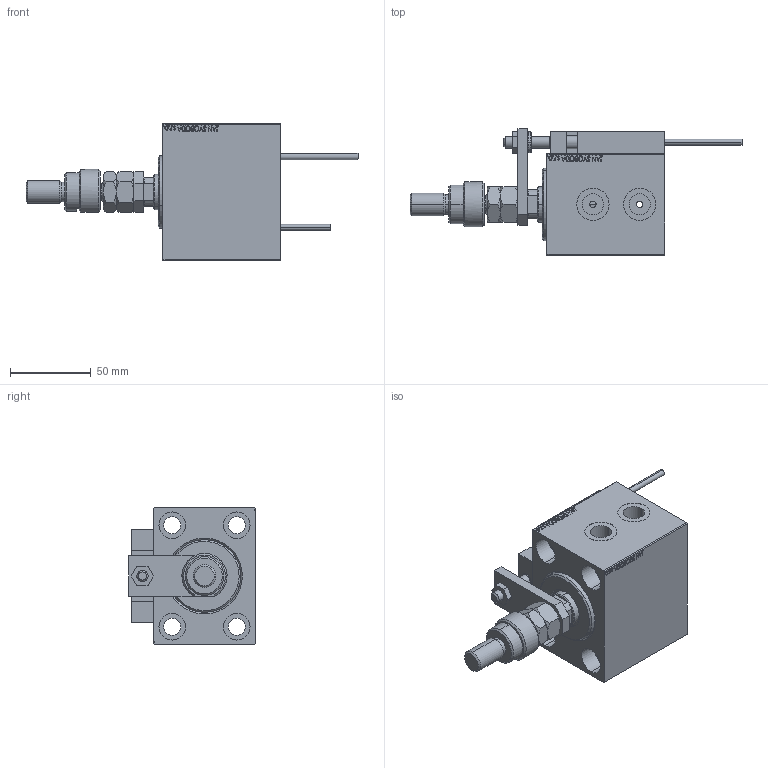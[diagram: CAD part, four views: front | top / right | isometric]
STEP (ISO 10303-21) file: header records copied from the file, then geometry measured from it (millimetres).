
FILE_DESCRIPTION (( 'STEP AP203' ), '1' );
FILE_NAME ('03b4.STEP', '2022-04-17T08:54:43', ( '' ), ( '' ), 'SwSTEP 2.0', 'SolidWorks 2019', '' );
FILE_SCHEMA (( 'CONFIG_CONTROL_DESIGN' ));
Length unit declared in the file: millimetre
Products named in the file (18): V450CM_VC_B 79556efe896424056988e3ff099e44b0; X_Y_DFA 79556efe896424056988e3ff099e44b0; SWITCH DIM B,W 79556efe896424056988e3ff099e44b0; TYC_L79 79556efe896424056988e3ff099e44b0; V450CM_C_Body 79556efe896424056988e3ff099e44b0; Block 79556efe896424056988e3ff099e44b0; ZARAZKA 79556efe896424056988e3ff099e44b0; FEMALE_PART_FOR_DFA 79556efe896424056988e3ff099e44b0; V450CM_C_VCP 79556efe896424056988e3ff099e44b0; MFA 79556efe896424056988e3ff099e44b0; SWITCH X 79556efe896424056988e3ff099e44b0; SWITCH_X_FRONT_BACK 79556efe896424056988e3ff099e44b0; ALLEN BOLT D5 79556efe896424056988e3ff099e44b0; ALLEN BOLT D8 79556efe896424056988e3ff099e44b0; KONCOVKA 79556efe896424056988e3ff099e44b0; MAGNET 79556efe896424056988e3ff099e44b0; NUT_D12 79556efe896424056988e3ff099e44b0; 03b4
Assembly tree (27 placements, depth 3):
  03b4
    V450CM_C_Body 79556efe896424056988e3ff099e44b0
    SWITCH X 79556efe896424056988e3ff099e44b0
      SWITCH_X_FRONT_BACK 79556efe896424056988e3ff099e44b0  x2
      TYC_L79 79556efe896424056988e3ff099e44b0
      Block 79556efe896424056988e3ff099e44b0  x2
      ALLEN BOLT D5 79556efe896424056988e3ff099e44b0  x4
      ALLEN BOLT D8 79556efe896424056988e3ff099e44b0  x4
      MAGNET 79556efe896424056988e3ff099e44b0  x2
      KONCOVKA 79556efe896424056988e3ff099e44b0  x2
    NUT_D12 79556efe896424056988e3ff099e44b0
    SWITCH DIM B,W 79556efe896424056988e3ff099e44b0
    ZARAZKA 79556efe896424056988e3ff099e44b0
    V450CM_C_VCP 79556efe896424056988e3ff099e44b0
    V450CM_VC_B 79556efe896424056988e3ff099e44b0
    X_Y_DFA 79556efe896424056988e3ff099e44b0
      FEMALE_PART_FOR_DFA 79556efe896424056988e3ff099e44b0
      MFA 79556efe896424056988e3ff099e44b0
Bounding box: 206 x 78.5 x 85 mm (x, y, z)
Volume: 412180.9 mm3; surface area: 95587.2 mm2
Topology: 25 solids, 25 shells, 1381 faces, 3282 edges, 2087 vertices
Faces by surface type: plane 592, bspline 380, cylinder 211, cone 146, torus 48, sphere 4
Entity records: 53504 total; most frequent: CARTESIAN_POINT 26805, ORIENTED_EDGE 5584, DIRECTION 3914, EDGE_CURVE 2792, VERTEX_POINT 1811, LINE 1554, VECTOR 1554, EDGE_LOOP 1301
